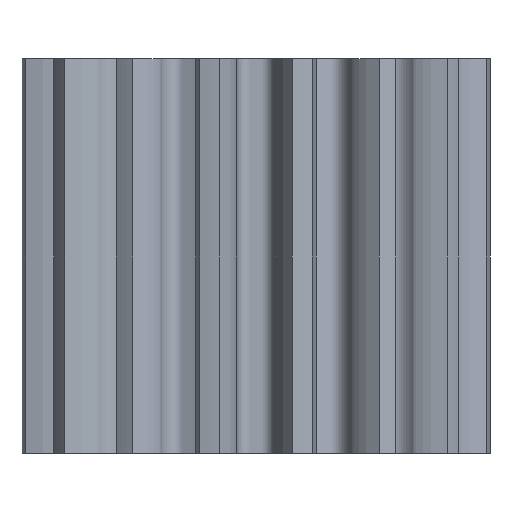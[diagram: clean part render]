
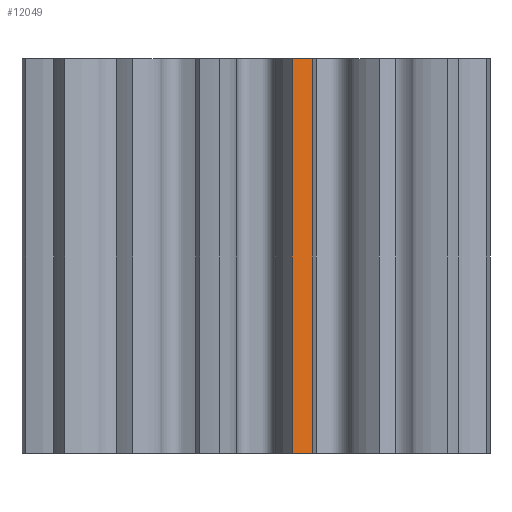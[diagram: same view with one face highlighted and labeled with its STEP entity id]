
A CAD part, front view. The second image highlights one B-rep face of the part: STEP entity #12049.
In plain terms, the highlighted cylindrical face has radius 11.43 mm (diameter 22.86 mm), a partial arc.
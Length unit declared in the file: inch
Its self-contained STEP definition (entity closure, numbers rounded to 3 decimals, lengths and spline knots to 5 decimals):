
#524 = LINE ( 'NONE', #12185, #18851 ) ;
#2430 = CARTESIAN_POINT ( 'NONE',  ( 0.10648, -0.43722, -0.375 ) ) ;
#2470 = EDGE_CURVE ( 'NONE', #4975, #7391, #12723, .T. ) ;
#2507 = DIRECTION ( 'NONE',  ( -1., 0., 0. ) ) ;
#2582 = EDGE_CURVE ( 'NONE', #3193, #6296, #5245, .T. ) ;
#2824 = ORIENTED_EDGE ( 'NONE', *, *, #2470, .F. ) ;
#2973 = DIRECTION ( 'NONE',  ( 1., 0., 0. ) ) ;
#3193 = VERTEX_POINT ( 'NONE', #13773 ) ;
#3271 = AXIS2_PLACEMENT_3D ( 'NONE', #6011, #3351, #2973 ) ;
#3351 = DIRECTION ( 'NONE',  ( 0., 0., 1. ) ) ;
#3567 = DIRECTION ( 'NONE',  ( 0., 0., -1. ) ) ;
#4564 = ORIENTED_EDGE ( 'NONE', *, *, #6482, .F. ) ;
#4975 = VERTEX_POINT ( 'NONE', #7375 ) ;
#5245 = CIRCLE ( 'NONE', #12022, 0.45 ) ;
#6011 = CARTESIAN_POINT ( 'NONE',  ( 0., 0., 0.375 ) ) ;
#6296 = VERTEX_POINT ( 'NONE', #2430 ) ;
#6482 = EDGE_CURVE ( 'NONE', #7391, #6296, #9093, .T. ) ;
#7375 = CARTESIAN_POINT ( 'NONE',  ( 0.06894, -0.44469, 0.375 ) ) ;
#7391 = VERTEX_POINT ( 'NONE', #9740 ) ;
#8321 = DIRECTION ( 'NONE',  ( 0., 0., 1. ) ) ;
#8533 = ORIENTED_EDGE ( 'NONE', *, *, #10819, .T. ) ;
#9093 = LINE ( 'NONE', #12162, #14511 ) ;
#9397 = DIRECTION ( 'NONE',  ( 1., 0., 0. ) ) ;
#9491 = CARTESIAN_POINT ( 'NONE',  ( 0., 0., -0.375 ) ) ;
#9740 = CARTESIAN_POINT ( 'NONE',  ( 0.10648, -0.43722, 0.375 ) ) ;
#10819 = EDGE_CURVE ( 'NONE', #4975, #3193, #524, .T. ) ;
#11990 = DIRECTION ( 'NONE',  ( 0., 0., -1. ) ) ;
#12022 = AXIS2_PLACEMENT_3D ( 'NONE', #9491, #8321, #9397 ) ;
#12049 = ADVANCED_FACE ( 'NONE', ( #18594 ), #12535, .T. ) ;
#12162 = CARTESIAN_POINT ( 'NONE',  ( 0.10648, -0.43722, 0.375 ) ) ;
#12185 = CARTESIAN_POINT ( 'NONE',  ( 0.06894, -0.44469, 0.375 ) ) ;
#12535 = CYLINDRICAL_SURFACE ( 'NONE', #13952, 0.45 ) ;
#12723 = CIRCLE ( 'NONE', #3271, 0.45 ) ;
#13773 = CARTESIAN_POINT ( 'NONE',  ( 0.06894, -0.44469, -0.375 ) ) ;
#13879 = ORIENTED_EDGE ( 'NONE', *, *, #2582, .T. ) ;
#13952 = AXIS2_PLACEMENT_3D ( 'NONE', #18402, #16949, #2507 ) ;
#14511 = VECTOR ( 'NONE', #3567, 39.37008 ) ;
#16949 = DIRECTION ( 'NONE',  ( 0., 0., -1. ) ) ;
#18402 = CARTESIAN_POINT ( 'NONE',  ( 0., 0., 0.375 ) ) ;
#18594 = FACE_OUTER_BOUND ( 'NONE', #18903, .T. ) ;
#18851 = VECTOR ( 'NONE', #11990, 39.37008 ) ;
#18903 = EDGE_LOOP ( 'NONE', ( #13879, #4564, #2824, #8533 ) ) ;
